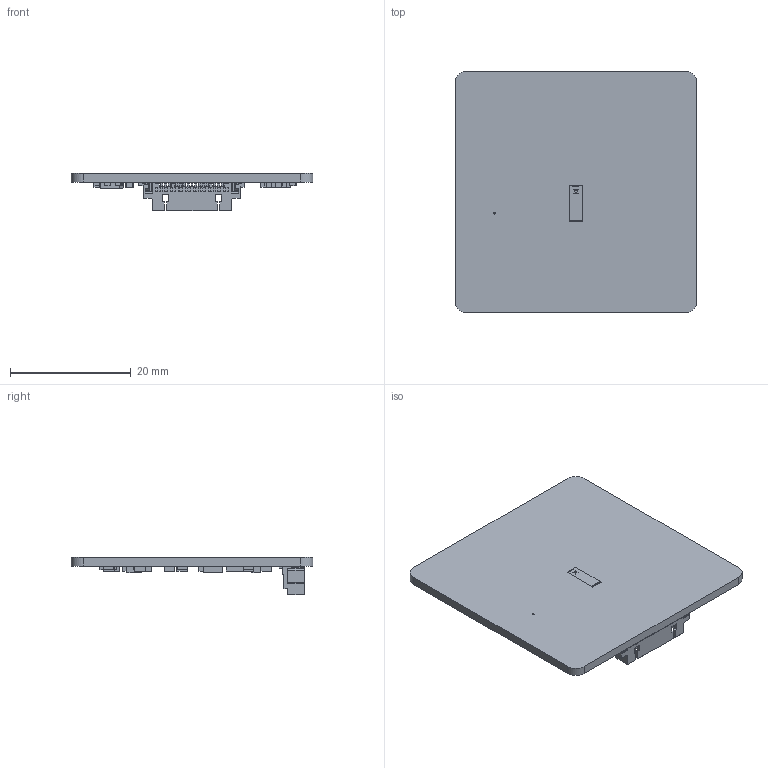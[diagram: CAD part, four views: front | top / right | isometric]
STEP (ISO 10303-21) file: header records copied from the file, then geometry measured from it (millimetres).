
FILE_DESCRIPTION(('Open CASCADE Model'),'2;1');
FILE_NAME('Open CASCADE Shape Model','2017-07-27T16:23:48',('Author'),( 'Open CASCADE'),'Open CASCADE STEP processor 6.8','Open CASCADE 6.8' ,'Unknown');
FILE_SCHEMA(('AUTOMOTIVE_DESIGN { 1 0 10303 214 1 1 1 1 }'));
Length unit declared in the file: millimetre
Products named in the file (68): PCB; Board; V1; SOT23-6; U1; 08962_Flowsensor_Chip~1; ST1; 533980971; Open CASCADE STEP translator 6.8 1.4.1.1; Open CASCADE STEP translator 6.8 1.4.1.2; R18; 1030904368; Extruded; R17; R16; R15; R14; R13; R12; 1030904912; R11; R10; R9; R8; R7; R6; R5; R4; R3; R2; R1; IC4; 1030904232; IC3; IC2; 1030904640; IC1; 1030906816; 1030898248; C18 ...
Assembly tree (99 placements, depth 4):
  PCB
    Board
    V1
      SOT23-6
    U1
      08962_Flowsensor_Chip~1
    ST1
      533980971
        Open CASCADE STEP translator 6.8 1.4.1.1
        Open CASCADE STEP translator 6.8 1.4.1.2
    R18
      1030904368
        Extruded
    R17
      1030904368
        Extruded
    R16
      1030904368
        Extruded
    R15
      1030904368
        Extruded
    R14
      1030904368
        Extruded
    R13
      1030904368
        Extruded
    R12
      1030904912
        Extruded
    R11
      1030904368
        Extruded
    R10
      1030904368
        Extruded
    R9
      1030904912
        Extruded
    R8
      1030904368
        Extruded
    R7
      1030904912
        Extruded
    R6
      1030904368
        Extruded
    R5
      1030904368
        Extruded
    R4
      1030904368
        Extruded
    R3
      1030904368
        Extruded
    R2
      1030904368
Bounding box: 40 x 40 x 6.15 mm (x, y, z)
Volume: 2471.4 mm3; surface area: 4263.5 mm2
Topology: 55 solids, 56 shells, 1890 faces, 4926 edges, 3324 vertices
Faces by surface type: plane 1677, bspline 176, cylinder 37
Full cylindrical faces by diameter (mm): 0.3 x1
Entity records: 68411 total; most frequent: CARTESIAN_POINT 18556, ORIENTED_EDGE 8982, DIRECTION 7502, EDGE_CURVE 4491, LINE 4114, VECTOR 4114, VERTEX_POINT 2966, FACE_BOUND 1829
